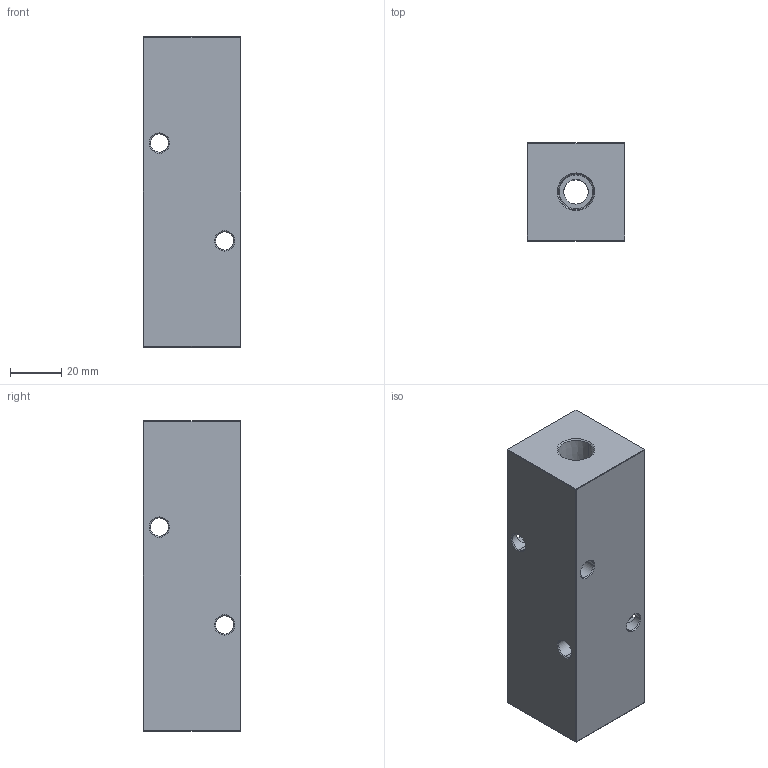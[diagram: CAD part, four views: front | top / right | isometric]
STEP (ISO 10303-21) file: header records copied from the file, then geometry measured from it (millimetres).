
FILE_DESCRIPTION (( 'STEP AP214' ), '1' );
FILE_NAME ('HM-3-0-P-4-4.STEP', '2020-02-28T16:08:04', ( '' ), ( '' ), 'SwSTEP 2.0', 'SolidWorks 2019', '' );
FILE_SCHEMA (( 'AUTOMOTIVE_DESIGN' ));
Length unit declared in the file: inch
Products named in the file (1): HM-3-0-P-4-4
Bounding box: 38.1 x 38.1 x 120.65 mm (x, y, z)
Volume: 154180.6 mm3; surface area: 28829.1 mm2
Topology: 1 solids, 1 shells, 478 faces, 1246 edges, 812 vertices
Faces by surface type: plane 251, bspline 173, cone 30, cylinder 24
Entity records: 28692 total; most frequent: CARTESIAN_POINT 12162, ORIENTED_EDGE 2492, DIRECTION 1550, EDGE_CURVE 1246, VERTEX_POINT 812, VECTOR 806, LINE 806, EDGE_LOOP 540
